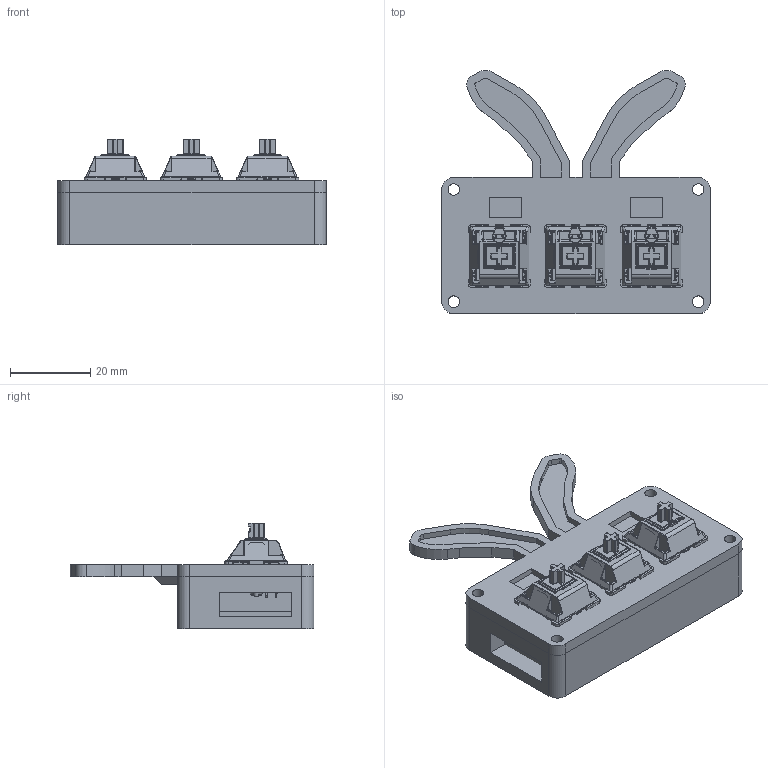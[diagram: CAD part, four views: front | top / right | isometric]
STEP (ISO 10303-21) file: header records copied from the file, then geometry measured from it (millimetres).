
FILE_DESCRIPTION(/* description */ (''),/* implementation_level */ '2;1');
FILE_NAME(/* name */ 'rabbitpad_v2.step',/* time_stamp */ '2024-10-19T12:52:44-04:00',/* author */ (''),/* organization */ (''),/* preprocessor_version */ 'ST-DEVELOPER v20',/* originating_system */ 'Autodesk Translation Framework v13.20.0.188',/* authorisation */ '');
FILE_SCHEMA (('AUTOMOTIVE_DESIGN { 1 0 10303 214 3 1 1 }'));
Length unit declared in the file: millimetre
Products named in the file (10): rabbitpad v2; MX °´¼ü_¨¹_¡§1; MX °´¼ü_¨¹_¡§1_1; MX °´¼ü_¨¹_¡§1_2; MX Öá °´¼ü¡ä_¨¹
___¡§1; MX Öá ÖáÌå¨¢¨¬
_¡§¡é¡§__; MXÖá ÖáÌå µ×²¿ ¦Ì¡
Á2__Ä¬ÈÏ_¨¢2____¨¨_; Õë½Å___Ä¬ÈÏ__¨¨
_; conejita 1; conejita_PCB
Assembly tree (17 placements, depth 3):
  rabbitpad v2
    MX °´¼ü_¨¹_¡§1
      MX Öá °´¼ü¡ä_¨¹
___¡§1
      MX Öá ÖáÌå¨¢¨¬
_¡§¡é¡§__
      MXÖá ÖáÌå µ×²¿ ¦Ì¡
Á2__Ä¬ÈÏ_¨¢2____¨¨_
      Õë½Å___Ä¬ÈÏ__¨¨
_
    MX °´¼ü_¨¹_¡§1_1
      MX Öá °´¼ü¡ä_¨¹
___¡§1
      MX Öá ÖáÌå¨¢¨¬
_¡§¡é¡§__
      MXÖá ÖáÌå µ×²¿ ¦Ì¡
Á2__Ä¬ÈÏ_¨¢2____¨¨_
      Õë½Å___Ä¬ÈÏ__¨¨
_
    MX °´¼ü_¨¹_¡§1_2
      MX Öá °´¼ü¡ä_¨¹
___¡§1
      MX Öá ÖáÌå¨¢¨¬
_¡§¡é¡§__
      MXÖá ÖáÌå µ×²¿ ¦Ì¡
Á2__Ä¬ÈÏ_¨¢2____¨¨_
      Õë½Å___Ä¬ÈÏ__¨¨
_
    conejita 1
      conejita_PCB
Bounding box: 67 x 60.76 x 26.3 mm (x, y, z)
Volume: 28917.3 mm3; surface area: 26038.6 mm2
Topology: 18 solids, 18 shells, 4651 faces, 11325 edges, 6405 vertices
Faces by surface type: cylinder 2065, plane 1368, torus 570, sphere 336, bspline 297, cone 15
Full cylindrical faces by diameter (mm): 0.8 x6, 1 x14, 1.5 x6, 1.6 x12, 1.7 x6, 2 x3, 2.6 x3, 2.9 x8, 3.8 x3, 4 x3, 4.8 x3
Entity records: 50784 total; most frequent: CARTESIAN_POINT 11295, DIRECTION 8692, ORIENTED_EDGE 7968, EDGE_CURVE 3984, AXIS2_PLACEMENT_3D 3268, VERTEX_POINT 2347, LINE 2156, VECTOR 2156
